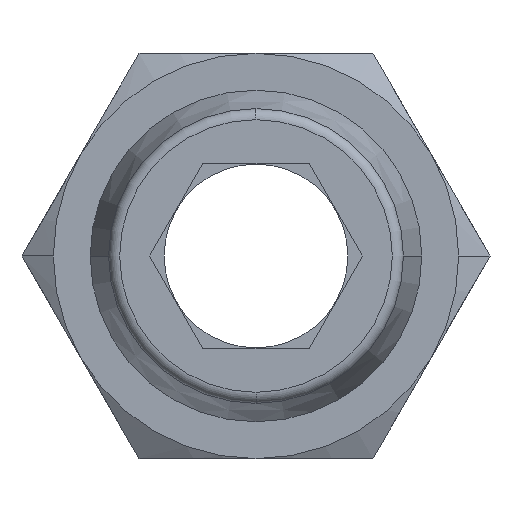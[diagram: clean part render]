
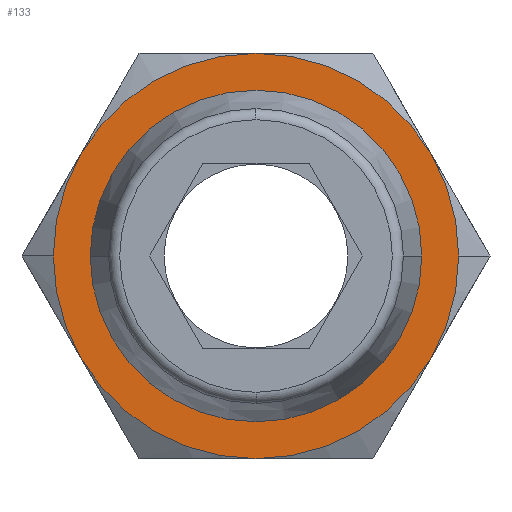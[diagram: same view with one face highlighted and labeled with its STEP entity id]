
A CAD part, front view. The second image highlights one B-rep face of the part: STEP entity #133.
In plain terms, the highlighted planar face has unit normal (0, -1, 0).
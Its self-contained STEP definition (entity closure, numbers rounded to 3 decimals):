
#133=ADVANCED_FACE('',(#281,#282),#283,.T.);
#281=FACE_OUTER_BOUND('',#440,.T.);
#282=FACE_BOUND('',#441,.T.);
#283=PLANE('',#442);
#440=EDGE_LOOP('',(#748,#749,#750,#751,#752,#753,#754,#755));
#441=EDGE_LOOP('',(#756,#757));
#442=AXIS2_PLACEMENT_3D('',#758,#759,#760);
#748=ORIENTED_EDGE('',*,*,#1038,.T.);
#749=ORIENTED_EDGE('',*,*,#1024,.T.);
#750=ORIENTED_EDGE('',*,*,#979,.T.);
#751=ORIENTED_EDGE('',*,*,#1003,.T.);
#752=ORIENTED_EDGE('',*,*,#934,.T.);
#753=ORIENTED_EDGE('',*,*,#1034,.T.);
#754=ORIENTED_EDGE('',*,*,#986,.T.);
#755=ORIENTED_EDGE('',*,*,#1006,.T.);
#756=ORIENTED_EDGE('',*,*,#1039,.F.);
#757=ORIENTED_EDGE('',*,*,#1040,.F.);
#758=CARTESIAN_POINT('',(-2.75,14.0,0.0));
#759=DIRECTION('',(0.,-1.0,0.0));
#760=DIRECTION('',(-1.0,0.,0.0));
#934=EDGE_CURVE('',#1110,#1107,#1111,.T.);
#979=EDGE_CURVE('',#1177,#1180,#1182,.T.);
#986=EDGE_CURVE('',#1192,#1185,#1193,.T.);
#1003=EDGE_CURVE('',#1180,#1110,#1215,.T.);
#1006=EDGE_CURVE('',#1185,#1124,#1218,.T.);
#1024=EDGE_CURVE('',#1238,#1177,#1241,.T.);
#1034=EDGE_CURVE('',#1107,#1192,#1254,.T.);
#1038=EDGE_CURVE('',#1124,#1238,#1258,.T.);
#1039=EDGE_CURVE('',#1259,#1260,#1261,.T.);
#1040=EDGE_CURVE('',#1260,#1259,#1262,.T.);
#1107=VERTEX_POINT('',#1338);
#1110=VERTEX_POINT('',#1342);
#1111=CIRCLE('',#1343,5.5);
#1124=VERTEX_POINT('',#1369);
#1177=VERTEX_POINT('',#1463);
#1180=VERTEX_POINT('',#1477);
#1182=CIRCLE('',#1490,5.5);
#1185=VERTEX_POINT('',#1493);
#1192=VERTEX_POINT('',#1524);
#1193=CIRCLE('',#1525,5.5);
#1215=CIRCLE('',#1573,5.5);
#1218=CIRCLE('',#1587,5.5);
#1238=VERTEX_POINT('',#1612);
#1241=CIRCLE('',#1627,5.5);
#1254=CIRCLE('',#1656,5.5);
#1258=CIRCLE('',#1661,5.5);
#1259=VERTEX_POINT('',#1662);
#1260=VERTEX_POINT('',#1663);
#1261=CIRCLE('',#1664,4.5);
#1262=CIRCLE('',#1665,4.5);
#1338=CARTESIAN_POINT('',(5.5,14.0,0.));
#1342=CARTESIAN_POINT('',(4.763,14.0,-2.75));
#1343=AXIS2_PLACEMENT_3D('',#1736,#1737,#1738);
#1369=CARTESIAN_POINT('',(-4.763,14.0,2.75));
#1463=CARTESIAN_POINT('',(-4.763,14.0,-2.75));
#1477=CARTESIAN_POINT('',(0.,14.0,-5.5));
#1490=AXIS2_PLACEMENT_3D('',#1784,#1785,#1786);
#1493=CARTESIAN_POINT('',(0.,14.0,5.5));
#1524=CARTESIAN_POINT('',(4.763,14.0,2.75));
#1525=AXIS2_PLACEMENT_3D('',#1789,#1790,#1791);
#1573=AXIS2_PLACEMENT_3D('',#1811,#1812,#1813);
#1587=AXIS2_PLACEMENT_3D('',#1814,#1815,#1816);
#1612=CARTESIAN_POINT('',(-5.5,14.0,0.));
#1627=AXIS2_PLACEMENT_3D('',#1841,#1842,#1843);
#1656=AXIS2_PLACEMENT_3D('',#1849,#1850,#1851);
#1661=AXIS2_PLACEMENT_3D('',#1853,#1854,#1855);
#1662=CARTESIAN_POINT('',(-4.5,14.0,0.));
#1663=CARTESIAN_POINT('',(4.5,14.0,0.));
#1664=AXIS2_PLACEMENT_3D('',#1856,#1857,#1858);
#1665=AXIS2_PLACEMENT_3D('',#1859,#1860,#1861);
#1736=CARTESIAN_POINT('',(0.,14.0,0.0));
#1737=DIRECTION('',(0.,-1.0,0.0));
#1738=DIRECTION('',(-1.0,0.,0.0));
#1784=CARTESIAN_POINT('',(0.,14.0,0.0));
#1785=DIRECTION('',(0.,-1.0,0.0));
#1786=DIRECTION('',(-1.0,0.,0.0));
#1789=CARTESIAN_POINT('',(0.,14.0,0.0));
#1790=DIRECTION('',(0.,-1.0,0.0));
#1791=DIRECTION('',(-1.0,0.,0.0));
#1811=CARTESIAN_POINT('',(0.,14.0,0.0));
#1812=DIRECTION('',(0.,-1.0,0.0));
#1813=DIRECTION('',(-1.0,0.,0.0));
#1814=CARTESIAN_POINT('',(0.,14.0,0.0));
#1815=DIRECTION('',(0.,-1.0,0.0));
#1816=DIRECTION('',(-1.0,0.,0.0));
#1841=CARTESIAN_POINT('',(0.,14.0,0.0));
#1842=DIRECTION('',(0.,-1.0,0.0));
#1843=DIRECTION('',(-1.0,0.,0.0));
#1849=CARTESIAN_POINT('',(0.,14.0,0.0));
#1850=DIRECTION('',(0.,-1.0,0.0));
#1851=DIRECTION('',(-1.0,0.,0.0));
#1853=CARTESIAN_POINT('',(0.,14.0,0.0));
#1854=DIRECTION('',(0.,-1.0,0.0));
#1855=DIRECTION('',(-1.0,0.,0.0));
#1856=CARTESIAN_POINT('',(0.0,14.0,0.0));
#1857=DIRECTION('',(0.,-1.0,0.0));
#1858=DIRECTION('',(1.0,0.,0.0));
#1859=CARTESIAN_POINT('',(0.0,14.0,0.0));
#1860=DIRECTION('',(0.,-1.0,0.0));
#1861=DIRECTION('',(1.0,0.,0.0));
